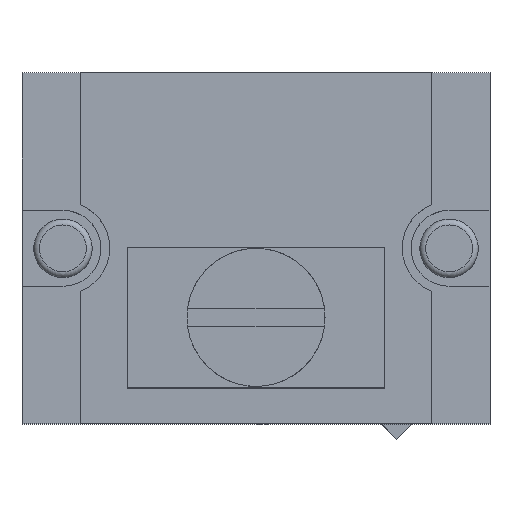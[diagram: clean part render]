
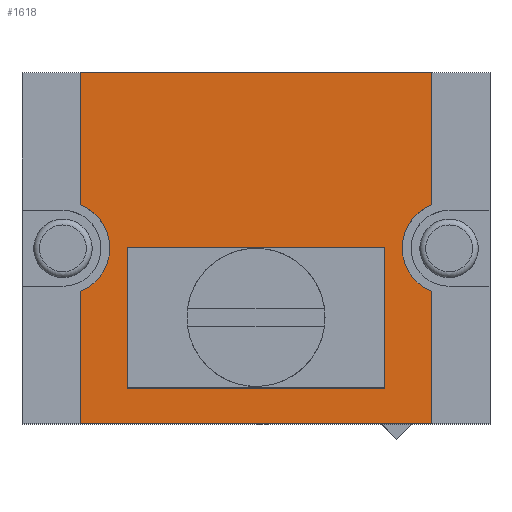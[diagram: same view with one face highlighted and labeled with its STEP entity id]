
A CAD part, top view. The second image highlights one B-rep face of the part: STEP entity #1618.
In plain terms, the highlighted planar face has unit normal (0, 0, 1).
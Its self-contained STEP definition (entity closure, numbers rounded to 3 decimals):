
#69=LINE('',#2550,#181);
#70=LINE('',#2552,#182);
#71=LINE('',#2556,#183);
#72=LINE('',#2558,#184);
#73=LINE('',#2560,#185);
#74=LINE('',#2563,#186);
#75=LINE('',#2566,#187);
#76=LINE('',#2568,#188);
#77=LINE('',#2570,#189);
#78=LINE('',#2571,#190);
#181=VECTOR('',#2042,30.);
#182=VECTOR('',#2043,11.292);
#183=VECTOR('',#2046,11.292);
#184=VECTOR('',#2047,30.);
#185=VECTOR('',#2048,11.292);
#186=VECTOR('',#2051,11.292);
#187=VECTOR('',#2052,12.);
#188=VECTOR('',#2053,22.);
#189=VECTOR('',#2054,12.);
#190=VECTOR('',#2055,22.);
#319=PLANE('',#1752);
#419=FACE_BOUND('',#610,.T.);
#498=FACE_OUTER_BOUND('',#609,.T.);
#609=EDGE_LOOP('',(#1283,#1284,#1285,#1286,#1287,#1288,#1289,#1290));
#610=EDGE_LOOP('',(#1291,#1292,#1293,#1294));
#750=CIRCLE('',#1753,4.);
#751=CIRCLE('',#1754,4.);
#863=VERTEX_POINT('',#2548);
#864=VERTEX_POINT('',#2549);
#865=VERTEX_POINT('',#2551);
#866=VERTEX_POINT('',#2553);
#867=VERTEX_POINT('',#2555);
#868=VERTEX_POINT('',#2557);
#869=VERTEX_POINT('',#2559);
#870=VERTEX_POINT('',#2561);
#871=VERTEX_POINT('',#2564);
#872=VERTEX_POINT('',#2565);
#873=VERTEX_POINT('',#2567);
#874=VERTEX_POINT('',#2569);
#1027=EDGE_CURVE('',#863,#864,#69,.T.);
#1028=EDGE_CURVE('',#864,#865,#70,.T.);
#1029=EDGE_CURVE('',#865,#866,#750,.T.);
#1030=EDGE_CURVE('',#866,#867,#71,.T.);
#1031=EDGE_CURVE('',#867,#868,#72,.T.);
#1032=EDGE_CURVE('',#868,#869,#73,.T.);
#1033=EDGE_CURVE('',#869,#870,#751,.T.);
#1034=EDGE_CURVE('',#870,#863,#74,.T.);
#1035=EDGE_CURVE('',#871,#872,#75,.T.);
#1036=EDGE_CURVE('',#873,#871,#76,.T.);
#1037=EDGE_CURVE('',#874,#873,#77,.T.);
#1038=EDGE_CURVE('',#872,#874,#78,.T.);
#1283=ORIENTED_EDGE('',*,*,#1027,.T.);
#1284=ORIENTED_EDGE('',*,*,#1028,.T.);
#1285=ORIENTED_EDGE('',*,*,#1029,.T.);
#1286=ORIENTED_EDGE('',*,*,#1030,.T.);
#1287=ORIENTED_EDGE('',*,*,#1031,.T.);
#1288=ORIENTED_EDGE('',*,*,#1032,.T.);
#1289=ORIENTED_EDGE('',*,*,#1033,.T.);
#1290=ORIENTED_EDGE('',*,*,#1034,.T.);
#1291=ORIENTED_EDGE('',*,*,#1035,.F.);
#1292=ORIENTED_EDGE('',*,*,#1036,.F.);
#1293=ORIENTED_EDGE('',*,*,#1037,.F.);
#1294=ORIENTED_EDGE('',*,*,#1038,.F.);
#1618=ADVANCED_FACE('',(#498,#419),#319,.T.);
#1752=AXIS2_PLACEMENT_3D('',#2547,#2040,#2041);
#1753=AXIS2_PLACEMENT_3D('',#2554,#2044,#2045);
#1754=AXIS2_PLACEMENT_3D('',#2562,#2049,#2050);
#2040=DIRECTION('center_axis',(0.,0.,1.));
#2041=DIRECTION('ref_axis',(1.,0.,0.));
#2042=DIRECTION('',(1.,0.,0.));
#2043=DIRECTION('',(0.,1.,0.));
#2044=DIRECTION('center_axis',(0.,0.,-1.));
#2045=DIRECTION('ref_axis',(-0.375,-0.927,0.));
#2046=DIRECTION('',(0.,1.,0.));
#2047=DIRECTION('',(-1.,0.,0.));
#2048=DIRECTION('',(0.,-1.,0.));
#2049=DIRECTION('center_axis',(0.,0.,-1.));
#2050=DIRECTION('ref_axis',(0.375,0.927,0.));
#2051=DIRECTION('',(0.,-1.,0.));
#2052=DIRECTION('',(0.,1.,0.));
#2053=DIRECTION('',(1.,0.,0.));
#2054=DIRECTION('',(0.,-1.,0.));
#2055=DIRECTION('',(-1.,0.,0.));
#2547=CARTESIAN_POINT('Origin',(0.,6.,-20.));
#2548=CARTESIAN_POINT('',(-15.,-9.,-20.));
#2549=CARTESIAN_POINT('',(15.,-9.,-20.));
#2550=CARTESIAN_POINT('',(-15.,-9.,-20.));
#2551=CARTESIAN_POINT('',(15.,2.292,-20.));
#2552=CARTESIAN_POINT('',(15.,-9.,-20.));
#2553=CARTESIAN_POINT('',(15.,9.708,-20.));
#2554=CARTESIAN_POINT('Origin',(16.5,6.,-20.));
#2555=CARTESIAN_POINT('',(15.,21.,-20.));
#2556=CARTESIAN_POINT('',(15.,9.708,-20.));
#2557=CARTESIAN_POINT('',(-15.,21.,-20.));
#2558=CARTESIAN_POINT('',(15.,21.,-20.));
#2559=CARTESIAN_POINT('',(-15.,9.708,-20.));
#2560=CARTESIAN_POINT('',(-15.,21.,-20.));
#2561=CARTESIAN_POINT('',(-15.,2.292,-20.));
#2562=CARTESIAN_POINT('Origin',(-16.5,6.,-20.));
#2563=CARTESIAN_POINT('',(-15.,2.292,-20.));
#2564=CARTESIAN_POINT('',(11.,-6.,-20.));
#2565=CARTESIAN_POINT('',(11.,6.,-20.));
#2566=CARTESIAN_POINT('',(11.,6.,-20.));
#2567=CARTESIAN_POINT('',(-11.,-6.,-20.));
#2568=CARTESIAN_POINT('',(11.,-6.,-20.));
#2569=CARTESIAN_POINT('',(-11.,6.,-20.));
#2570=CARTESIAN_POINT('',(-11.,-6.,-20.));
#2571=CARTESIAN_POINT('',(-11.,6.,-20.));
